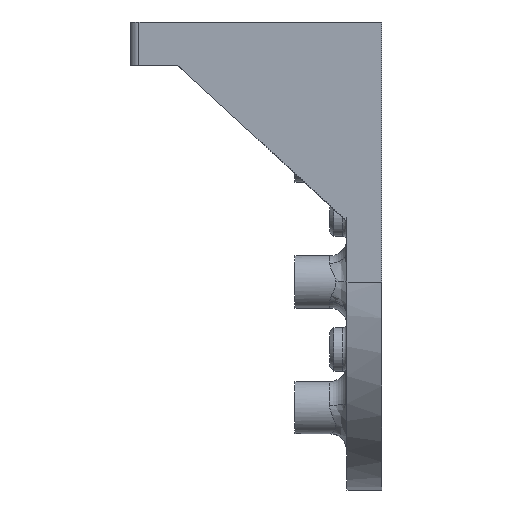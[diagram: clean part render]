
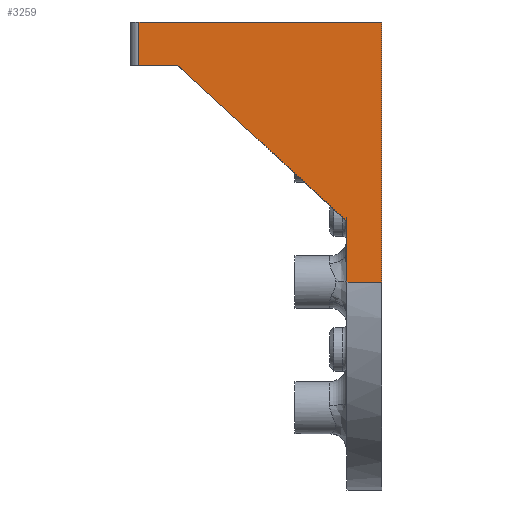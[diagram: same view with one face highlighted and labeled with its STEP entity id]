
A CAD part, left-side view. The second image highlights one B-rep face of the part: STEP entity #3259.
In plain terms, the highlighted planar face has unit normal (-1, 0, 0).
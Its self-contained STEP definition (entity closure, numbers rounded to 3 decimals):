
#90 = DIRECTION ( 'NONE',  ( 0., -1., 0. ) ) ;
#163 = LINE ( 'NONE', #1817, #3675 ) ;
#208 = FACE_OUTER_BOUND ( 'NONE', #1989, .T. ) ;
#210 = CARTESIAN_POINT ( 'NONE',  ( -24., 4., 25. ) ) ;
#256 = VECTOR ( 'NONE', #929, 1000. ) ;
#470 = EDGE_CURVE ( 'NONE', #4086, #3613, #3628, .T. ) ;
#531 = EDGE_CURVE ( 'NONE', #1630, #1442, #163, .T. ) ;
#563 = EDGE_CURVE ( 'NONE', #1671, #2875, #4456, .T. ) ;
#739 = VECTOR ( 'NONE', #2959, 1000. ) ;
#869 = ORIENTED_EDGE ( 'NONE', *, *, #470, .T. ) ;
#874 = CARTESIAN_POINT ( 'NONE',  ( -24., 4., 0. ) ) ;
#929 = DIRECTION ( 'NONE',  ( 0., 0., -1. ) ) ;
#956 = DIRECTION ( 'NONE',  ( 1., 0., 0. ) ) ;
#1075 = CARTESIAN_POINT ( 'NONE',  ( -24., 4., 7. ) ) ;
#1105 = LINE ( 'NONE', #2159, #4242 ) ;
#1147 = ORIENTED_EDGE ( 'NONE', *, *, #3636, .F. ) ;
#1250 = ORIENTED_EDGE ( 'NONE', *, *, #531, .F. ) ;
#1254 = DIRECTION ( 'NONE',  ( 0., 0., -1. ) ) ;
#1270 = CARTESIAN_POINT ( 'NONE',  ( -24., 0., 0. ) ) ;
#1285 = LINE ( 'NONE', #4118, #1420 ) ;
#1383 = ORIENTED_EDGE ( 'NONE', *, *, #563, .T. ) ;
#1420 = VECTOR ( 'NONE', #2355, 1000. ) ;
#1442 = VERTEX_POINT ( 'NONE', #4502 ) ;
#1445 = VECTOR ( 'NONE', #90, 1000. ) ;
#1609 = VERTEX_POINT ( 'NONE', #1075 ) ;
#1630 = VERTEX_POINT ( 'NONE', #2505 ) ;
#1671 = VERTEX_POINT ( 'NONE', #2262 ) ;
#1817 = CARTESIAN_POINT ( 'NONE',  ( -24., 4., 30. ) ) ;
#1841 = DIRECTION ( 'NONE',  ( 0., -0.735, -0.678 ) ) ;
#1933 = DIRECTION ( 'NONE',  ( 0., -1., 0. ) ) ;
#1989 = EDGE_LOOP ( 'NONE', ( #1250, #3152, #1383, #3556, #4329, #1147, #869, #3999 ) ) ;
#2011 = AXIS2_PLACEMENT_3D ( 'NONE', #4390, #956, #1254 ) ;
#2159 = CARTESIAN_POINT ( 'NONE',  ( -24., 0., 0. ) ) ;
#2228 = DIRECTION ( 'NONE',  ( 0., 0., 1. ) ) ;
#2262 = CARTESIAN_POINT ( 'NONE',  ( -24., 28., 25. ) ) ;
#2272 = CARTESIAN_POINT ( 'NONE',  ( -24., 28., 0. ) ) ;
#2355 = DIRECTION ( 'NONE',  ( 0., 0., 1. ) ) ;
#2505 = CARTESIAN_POINT ( 'NONE',  ( -24., 28., 30. ) ) ;
#2527 = DIRECTION ( 'NONE',  ( 0., -1., 0. ) ) ;
#2530 = LINE ( 'NONE', #3609, #2603 ) ;
#2540 = EDGE_CURVE ( 'NONE', #3613, #1442, #1105, .T. ) ;
#2603 = VECTOR ( 'NONE', #1841, 1000. ) ;
#2628 = VECTOR ( 'NONE', #1933, 1000. ) ;
#2654 = EDGE_CURVE ( 'NONE', #1630, #1671, #3689, .T. ) ;
#2875 = VERTEX_POINT ( 'NONE', #2978 ) ;
#2944 = EDGE_CURVE ( 'NONE', #2875, #1609, #2530, .T. ) ;
#2959 = DIRECTION ( 'NONE',  ( 0., 0., 1. ) ) ;
#2978 = CARTESIAN_POINT ( 'NONE',  ( -24., 23.5, 25. ) ) ;
#3035 = EDGE_CURVE ( 'NONE', #4440, #1609, #1285, .T. ) ;
#3152 = ORIENTED_EDGE ( 'NONE', *, *, #2654, .T. ) ;
#3259 = ADVANCED_FACE ( 'NONE', ( #208 ), #4475, .F. ) ;
#3336 = CARTESIAN_POINT ( 'NONE',  ( -24., 4., 0. ) ) ;
#3556 = ORIENTED_EDGE ( 'NONE', *, *, #2944, .T. ) ;
#3609 = CARTESIAN_POINT ( 'NONE',  ( -24., 0.511, 3.78 ) ) ;
#3613 = VERTEX_POINT ( 'NONE', #1270 ) ;
#3628 = LINE ( 'NONE', #874, #1445 ) ;
#3636 = EDGE_CURVE ( 'NONE', #4086, #4440, #3715, .T. ) ;
#3675 = VECTOR ( 'NONE', #2527, 1000. ) ;
#3689 = LINE ( 'NONE', #2272, #256 ) ;
#3691 = CARTESIAN_POINT ( 'NONE',  ( -24., 4., 0. ) ) ;
#3715 = LINE ( 'NONE', #3336, #739 ) ;
#3999 = ORIENTED_EDGE ( 'NONE', *, *, #2540, .T. ) ;
#4086 = VERTEX_POINT ( 'NONE', #3691 ) ;
#4118 = CARTESIAN_POINT ( 'NONE',  ( -24., 4., 0. ) ) ;
#4242 = VECTOR ( 'NONE', #2228, 1000. ) ;
#4266 = CARTESIAN_POINT ( 'NONE',  ( -24., 4., 3.571 ) ) ;
#4329 = ORIENTED_EDGE ( 'NONE', *, *, #3035, .F. ) ;
#4390 = CARTESIAN_POINT ( 'NONE',  ( -24., 4., 0. ) ) ;
#4440 = VERTEX_POINT ( 'NONE', #4266 ) ;
#4456 = LINE ( 'NONE', #210, #2628 ) ;
#4475 = PLANE ( 'NONE',  #2011 ) ;
#4502 = CARTESIAN_POINT ( 'NONE',  ( -24., 0., 30. ) ) ;
